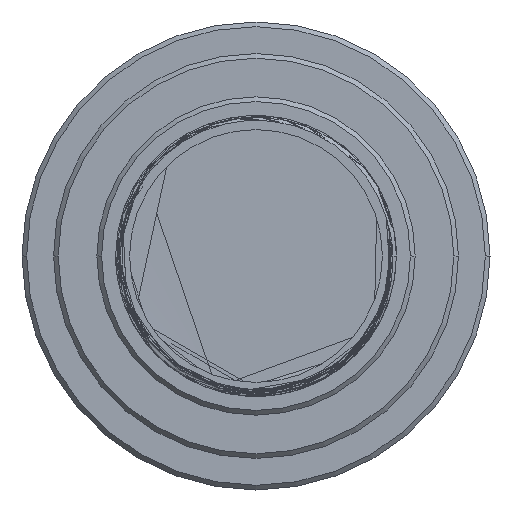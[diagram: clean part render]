
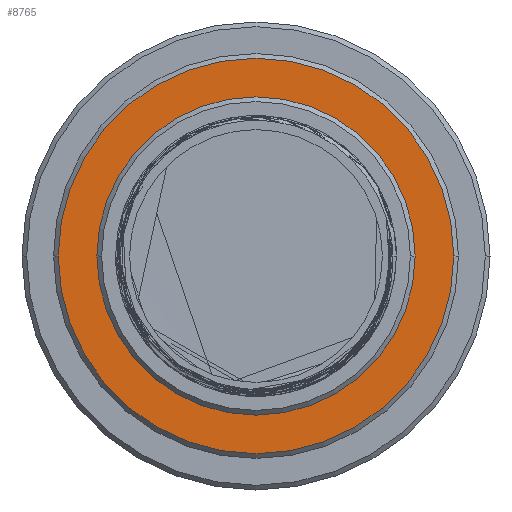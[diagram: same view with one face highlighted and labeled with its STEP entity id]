
A CAD part, left-side view. The second image highlights one B-rep face of the part: STEP entity #8765.
In plain terms, the highlighted face is planar.
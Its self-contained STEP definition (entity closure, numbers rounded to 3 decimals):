
#237 = CYLINDRICAL_SURFACE('',#238,6.8);
#238 = AXIS2_PLACEMENT_3D('',#239,#240,#241);
#239 = CARTESIAN_POINT('',(0.,0.,0.));
#240 = DIRECTION('',(0.,-1.,-0.));
#241 = DIRECTION('',(1.,0.,0.));
#273 = EDGE_CURVE('',#274,#276,#278,.T.);
#274 = VERTEX_POINT('',#275);
#275 = CARTESIAN_POINT('',(8.45,17.1,0.));
#276 = VERTEX_POINT('',#277);
#277 = CARTESIAN_POINT('',(-8.45,17.1,0.));
#278 = SURFACE_CURVE('',#279,(#284,#296),.PCURVE_S1.);
#279 = CIRCLE('',#280,8.45);
#280 = AXIS2_PLACEMENT_3D('',#281,#282,#283);
#281 = CARTESIAN_POINT('',(0.,17.1,0.));
#282 = DIRECTION('',(0.,-1.,-0.));
#283 = DIRECTION('',(1.,0.,0.));
#284 = PCURVE('',#285,#290);
#285 = CONICAL_SURFACE('',#286,8.45,0.785);
#286 = AXIS2_PLACEMENT_3D('',#287,#288,#289);
#287 = CARTESIAN_POINT('',(0.,17.1,0.));
#288 = DIRECTION('',(0.,1.,0.));
#289 = DIRECTION('',(-1.,0.,-0.));
#290 = DEFINITIONAL_REPRESENTATION('',(#291),#295);
#291 = LINE('',#292,#293);
#292 = CARTESIAN_POINT('',(3.142,0.));
#293 = VECTOR('',#294,1.);
#294 = DIRECTION('',(-1.,0.));
#295 = ( GEOMETRIC_REPRESENTATION_CONTEXT(2) 
PARAMETRIC_REPRESENTATION_CONTEXT() REPRESENTATION_CONTEXT('2D SPACE',''
  ) );
#296 = PCURVE('',#297,#302);
#297 = PLANE('',#298);
#298 = AXIS2_PLACEMENT_3D('',#299,#300,#301);
#299 = CARTESIAN_POINT('',(6.8,17.1,0.));
#300 = DIRECTION('',(0.,-1.,-0.));
#301 = DIRECTION('',(1.,0.,0.));
#302 = DEFINITIONAL_REPRESENTATION('',(#303),#307);
#303 = CIRCLE('',#304,8.45);
#304 = AXIS2_PLACEMENT_2D('',#305,#306);
#305 = CARTESIAN_POINT('',(-6.8,0.));
#306 = DIRECTION('',(1.,0.));
#307 = ( GEOMETRIC_REPRESENTATION_CONTEXT(2) 
PARAMETRIC_REPRESENTATION_CONTEXT() REPRESENTATION_CONTEXT('2D SPACE',''
  ) );
#325 = CONICAL_SURFACE('',#326,8.45,0.785);
#326 = AXIS2_PLACEMENT_3D('',#327,#328,#329);
#327 = CARTESIAN_POINT('',(0.,17.1,0.));
#328 = DIRECTION('',(0.,1.,0.));
#329 = DIRECTION('',(-1.,0.,-0.));
#1224 = EDGE_CURVE('',#1225,#1227,#1229,.T.);
#1225 = VERTEX_POINT('',#1226);
#1226 = CARTESIAN_POINT('',(6.8,17.1,0.));
#1227 = VERTEX_POINT('',#1228);
#1228 = CARTESIAN_POINT('',(-6.8,17.1,0.));
#1229 = SURFACE_CURVE('',#1230,(#1235,#1242),.PCURVE_S1.);
#1230 = CIRCLE('',#1231,6.8);
#1231 = AXIS2_PLACEMENT_3D('',#1232,#1233,#1234);
#1232 = CARTESIAN_POINT('',(0.,17.1,0.));
#1233 = DIRECTION('',(0.,-1.,-0.));
#1234 = DIRECTION('',(1.,0.,0.));
#1235 = PCURVE('',#237,#1236);
#1236 = DEFINITIONAL_REPRESENTATION('',(#1237),#1241);
#1237 = LINE('',#1238,#1239);
#1238 = CARTESIAN_POINT('',(0.,-17.1));
#1239 = VECTOR('',#1240,1.);
#1240 = DIRECTION('',(1.,0.));
#1241 = ( GEOMETRIC_REPRESENTATION_CONTEXT(2) 
PARAMETRIC_REPRESENTATION_CONTEXT() REPRESENTATION_CONTEXT('2D SPACE',''
  ) );
#1242 = PCURVE('',#297,#1243);
#1243 = DEFINITIONAL_REPRESENTATION('',(#1244),#1248);
#1244 = CIRCLE('',#1245,6.8);
#1245 = AXIS2_PLACEMENT_2D('',#1246,#1247);
#1246 = CARTESIAN_POINT('',(-6.8,0.));
#1247 = DIRECTION('',(1.,0.));
#1248 = ( GEOMETRIC_REPRESENTATION_CONTEXT(2) 
PARAMETRIC_REPRESENTATION_CONTEXT() REPRESENTATION_CONTEXT('2D SPACE',''
  ) );
#1264 = CYLINDRICAL_SURFACE('',#1265,6.8);
#1265 = AXIS2_PLACEMENT_3D('',#1266,#1267,#1268);
#1266 = CARTESIAN_POINT('',(0.,0.,0.));
#1267 = DIRECTION('',(0.,-1.,-0.));
#1268 = DIRECTION('',(1.,0.,0.));
#8721 = EDGE_CURVE('',#1227,#1225,#8722,.T.);
#8722 = SURFACE_CURVE('',#8723,(#8728,#8735),.PCURVE_S1.);
#8723 = CIRCLE('',#8724,6.8);
#8724 = AXIS2_PLACEMENT_3D('',#8725,#8726,#8727);
#8725 = CARTESIAN_POINT('',(0.,17.1,0.));
#8726 = DIRECTION('',(0.,-1.,-0.));
#8727 = DIRECTION('',(1.,0.,0.));
#8728 = PCURVE('',#1264,#8729);
#8729 = DEFINITIONAL_REPRESENTATION('',(#8730),#8734);
#8730 = LINE('',#8731,#8732);
#8731 = CARTESIAN_POINT('',(0.,-17.1));
#8732 = VECTOR('',#8733,1.);
#8733 = DIRECTION('',(1.,0.));
#8734 = ( GEOMETRIC_REPRESENTATION_CONTEXT(2) 
PARAMETRIC_REPRESENTATION_CONTEXT() REPRESENTATION_CONTEXT('2D SPACE',''
  ) );
#8735 = PCURVE('',#297,#8736);
#8736 = DEFINITIONAL_REPRESENTATION('',(#8737),#8741);
#8737 = CIRCLE('',#8738,6.8);
#8738 = AXIS2_PLACEMENT_2D('',#8739,#8740);
#8739 = CARTESIAN_POINT('',(-6.8,0.));
#8740 = DIRECTION('',(1.,0.));
#8741 = ( GEOMETRIC_REPRESENTATION_CONTEXT(2) 
PARAMETRIC_REPRESENTATION_CONTEXT() REPRESENTATION_CONTEXT('2D SPACE',''
  ) );
#8765 = ADVANCED_FACE('',(#8766,#8791),#297,.T.);
#8766 = FACE_BOUND('',#8767,.T.);
#8767 = EDGE_LOOP('',(#8768,#8790));
#8768 = ORIENTED_EDGE('',*,*,#8769,.T.);
#8769 = EDGE_CURVE('',#276,#274,#8770,.T.);
#8770 = SURFACE_CURVE('',#8771,(#8776,#8783),.PCURVE_S1.);
#8771 = CIRCLE('',#8772,8.45);
#8772 = AXIS2_PLACEMENT_3D('',#8773,#8774,#8775);
#8773 = CARTESIAN_POINT('',(0.,17.1,0.));
#8774 = DIRECTION('',(0.,-1.,-0.));
#8775 = DIRECTION('',(1.,0.,0.));
#8776 = PCURVE('',#297,#8777);
#8777 = DEFINITIONAL_REPRESENTATION('',(#8778),#8782);
#8778 = CIRCLE('',#8779,8.45);
#8779 = AXIS2_PLACEMENT_2D('',#8780,#8781);
#8780 = CARTESIAN_POINT('',(-6.8,0.));
#8781 = DIRECTION('',(1.,0.));
#8782 = ( GEOMETRIC_REPRESENTATION_CONTEXT(2) 
PARAMETRIC_REPRESENTATION_CONTEXT() REPRESENTATION_CONTEXT('2D SPACE',''
  ) );
#8783 = PCURVE('',#325,#8784);
#8784 = DEFINITIONAL_REPRESENTATION('',(#8785),#8789);
#8785 = LINE('',#8786,#8787);
#8786 = CARTESIAN_POINT('',(9.425,0.));
#8787 = VECTOR('',#8788,1.);
#8788 = DIRECTION('',(-1.,0.));
#8789 = ( GEOMETRIC_REPRESENTATION_CONTEXT(2) 
PARAMETRIC_REPRESENTATION_CONTEXT() REPRESENTATION_CONTEXT('2D SPACE',''
  ) );
#8790 = ORIENTED_EDGE('',*,*,#273,.T.);
#8791 = FACE_BOUND('',#8792,.T.);
#8792 = EDGE_LOOP('',(#8793,#8794));
#8793 = ORIENTED_EDGE('',*,*,#1224,.F.);
#8794 = ORIENTED_EDGE('',*,*,#8721,.F.);
